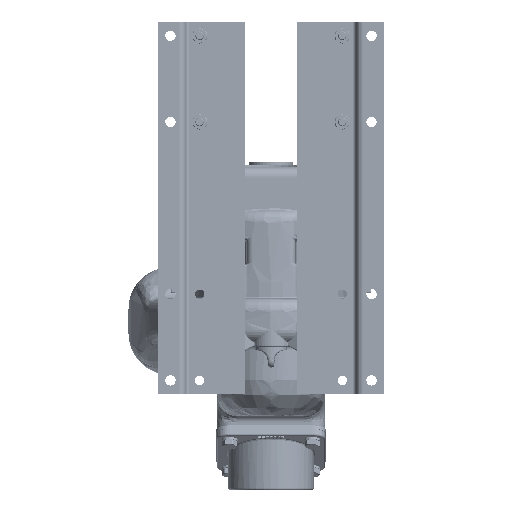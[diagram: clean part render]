
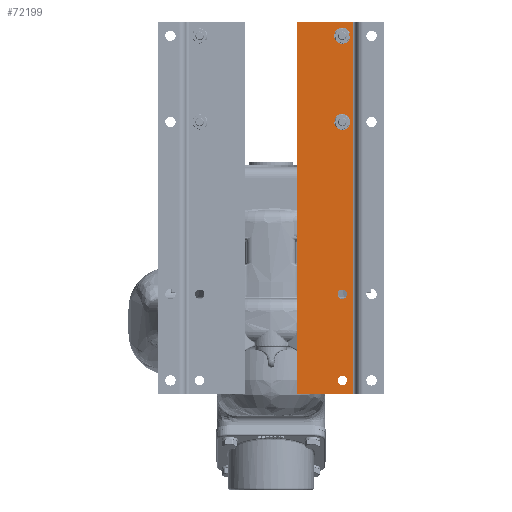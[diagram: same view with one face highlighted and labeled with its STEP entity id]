
A CAD part, front view. The second image highlights one B-rep face of the part: STEP entity #72199.
In plain terms, the highlighted planar face has unit normal (0, -1, 0).
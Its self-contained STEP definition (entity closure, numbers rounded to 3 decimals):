
#2031=FACE_BOUND('',#17025,.T.);
#2032=FACE_BOUND('',#17026,.T.);
#2033=FACE_BOUND('',#17027,.T.);
#2034=FACE_BOUND('',#17028,.T.);
#11862=FACE_OUTER_BOUND('',#17024,.T.);
#17024=EDGE_LOOP('',(#66429,#66430,#66431,#66432));
#17025=EDGE_LOOP('',(#66433));
#17026=EDGE_LOOP('',(#66434));
#17027=EDGE_LOOP('',(#66435));
#17028=EDGE_LOOP('',(#66436));
#20666=CIRCLE('',#80028,0.172);
#20668=CIRCLE('',#80031,0.172);
#20670=CIRCLE('',#80034,0.172);
#20672=CIRCLE('',#80037,0.172);
#24638=LINE('',#192561,#28610);
#24639=LINE('',#192565,#28611);
#24640=LINE('',#192567,#28612);
#24641=LINE('',#192568,#28613);
#28610=VECTOR('',#98874,0.394);
#28611=VECTOR('',#98879,0.394);
#28612=VECTOR('',#98880,0.394);
#28613=VECTOR('',#98881,0.394);
#35296=VERTEX_POINT('',#192491);
#35298=VERTEX_POINT('',#192496);
#35300=VERTEX_POINT('',#192501);
#35302=VERTEX_POINT('',#192506);
#35322=VERTEX_POINT('',#192558);
#35323=VERTEX_POINT('',#192560);
#35324=VERTEX_POINT('',#192564);
#35325=VERTEX_POINT('',#192566);
#45670=EDGE_CURVE('',#35296,#35296,#20666,.T.);
#45672=EDGE_CURVE('',#35298,#35298,#20668,.T.);
#45674=EDGE_CURVE('',#35300,#35300,#20670,.T.);
#45676=EDGE_CURVE('',#35302,#35302,#20672,.T.);
#45700=EDGE_CURVE('',#35323,#35322,#24638,.T.);
#45702=EDGE_CURVE('',#35322,#35324,#24639,.T.);
#45703=EDGE_CURVE('',#35325,#35324,#24640,.T.);
#45704=EDGE_CURVE('',#35325,#35323,#24641,.T.);
#66429=ORIENTED_EDGE('',*,*,#45702,.T.);
#66430=ORIENTED_EDGE('',*,*,#45703,.F.);
#66431=ORIENTED_EDGE('',*,*,#45704,.T.);
#66432=ORIENTED_EDGE('',*,*,#45700,.T.);
#66433=ORIENTED_EDGE('',*,*,#45670,.T.);
#66434=ORIENTED_EDGE('',*,*,#45672,.T.);
#66435=ORIENTED_EDGE('',*,*,#45674,.T.);
#66436=ORIENTED_EDGE('',*,*,#45676,.T.);
#67709=PLANE('',#80060);
#72199=ADVANCED_FACE('',(#11862,#2031,#2032,#2033,#2034),#67709,.T.);
#80028=AXIS2_PLACEMENT_3D('',#192492,#98801,#98802);
#80031=AXIS2_PLACEMENT_3D('',#192497,#98807,#98808);
#80034=AXIS2_PLACEMENT_3D('',#192502,#98813,#98814);
#80037=AXIS2_PLACEMENT_3D('',#192507,#98819,#98820);
#80060=AXIS2_PLACEMENT_3D('',#192563,#98877,#98878);
#98801=DIRECTION('center_axis',(0.,1.,0.));
#98802=DIRECTION('ref_axis',(-1.,0.,0.));
#98807=DIRECTION('center_axis',(0.,1.,0.));
#98808=DIRECTION('ref_axis',(-1.,0.,0.));
#98813=DIRECTION('center_axis',(0.,1.,0.));
#98814=DIRECTION('ref_axis',(-1.,0.,0.));
#98819=DIRECTION('center_axis',(0.,1.,0.));
#98820=DIRECTION('ref_axis',(-1.,0.,0.));
#98874=DIRECTION('',(0.,0.,-1.));
#98877=DIRECTION('center_axis',(0.,-1.,0.));
#98878=DIRECTION('ref_axis',(0.,0.,-1.));
#98879=DIRECTION('',(1.,0.,0.));
#98880=DIRECTION('',(0.,0.,-1.));
#98881=DIRECTION('',(-1.,0.,0.));
#192491=CARTESIAN_POINT('',(1.672,0.875,-13.));
#192492=CARTESIAN_POINT('Origin',(1.5,0.875,-13.));
#192496=CARTESIAN_POINT('',(1.672,0.875,-9.875));
#192497=CARTESIAN_POINT('Origin',(1.5,0.875,-9.875));
#192501=CARTESIAN_POINT('',(1.672,0.875,-3.625));
#192502=CARTESIAN_POINT('Origin',(1.5,0.875,-3.625));
#192506=CARTESIAN_POINT('',(1.672,0.875,-0.5));
#192507=CARTESIAN_POINT('Origin',(1.5,0.875,-0.5));
#192558=CARTESIAN_POINT('',(1.125,0.875,-13.5));
#192560=CARTESIAN_POINT('',(1.125,0.875,0.));
#192561=CARTESIAN_POINT('',(1.125,0.875,0.));
#192563=CARTESIAN_POINT('Origin',(1.125,0.875,0.));
#192564=CARTESIAN_POINT('',(3.125,0.875,-13.5));
#192565=CARTESIAN_POINT('',(3.125,0.875,-13.5));
#192566=CARTESIAN_POINT('',(3.125,0.875,0.));
#192567=CARTESIAN_POINT('',(3.125,0.875,0.));
#192568=CARTESIAN_POINT('',(3.125,0.875,0.));
